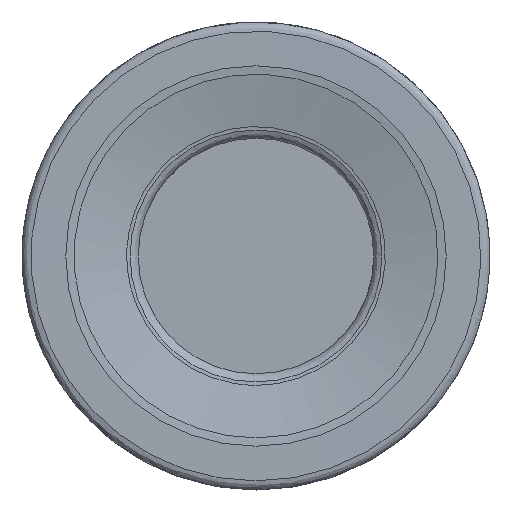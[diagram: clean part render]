
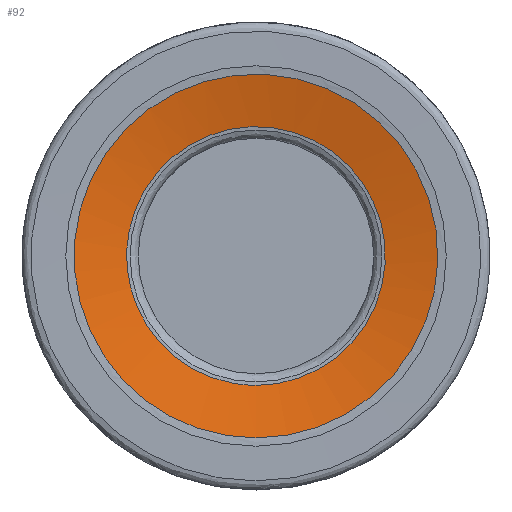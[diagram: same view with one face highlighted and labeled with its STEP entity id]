
A CAD part, front view. The second image highlights one B-rep face of the part: STEP entity #92.
In plain terms, the highlighted face is a revolution surface.
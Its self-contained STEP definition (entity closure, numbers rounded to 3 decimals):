
#92=ADVANCED_FACE('',(#184,#185),#141,.T.);
#141=SURFACE_OF_REVOLUTION('',#168,#154);
#154=AXIS1_PLACEMENT('',#946,#727);
#167=B_SPLINE_CURVE_WITH_KNOTS('',3,(#914,#915,#916,#917,#918,#919,#920,
#921,#922,#923,#924,#925,#926,#927,#928,#929,#930,#931),.UNSPECIFIED.,.T.,
 .F.,(2,2,2,2,2,2,2,2,2,2,2),(-0.125,0.,0.125,0.25,0.375,0.5,0.625,0.75,
0.875,1.,1.125),.UNSPECIFIED.);
#168=B_SPLINE_CURVE_WITH_KNOTS('',5,(#933,#934,#935,#936,#937,#938,#939,
#940,#941,#942,#943,#944,#945),.UNSPECIFIED.,.F.,.F.,(6,1,1,1,1,1,1,1,6),
(0.,0.08,0.293,0.533,0.746,
0.872,0.931,0.978,1.),.UNSPECIFIED.);
#184=FACE_BOUND('',#282,.T.);
#185=FACE_BOUND('',#283,.T.);
#282=EDGE_LOOP('',(#380));
#283=EDGE_LOOP('',(#381));
#380=ORIENTED_EDGE('',*,*,#530,.F.);
#381=ORIENTED_EDGE('',*,*,#529,.F.);
#478=VERTEX_POINT('',#906);
#479=VERTEX_POINT('',#932);
#529=EDGE_CURVE('',#478,#478,#579,.T.);
#530=EDGE_CURVE('',#479,#479,#167,.T.);
#579=CIRCLE('',#637,15.524);
#637=AXIS2_PLACEMENT_3D('',#905,#724,#725);
#724=DIRECTION('',(0.,1.,0.));
#725=DIRECTION('',(0.,0.,-1.));
#727=DIRECTION('',(0.,-1.,0.));
#905=CARTESIAN_POINT('',(-7.914,-122.891,-1.392));
#906=CARTESIAN_POINT('',(-7.914,-122.891,-16.917));
#914=CARTESIAN_POINT('',(-19.17,-121.93,0.526));
#915=CARTESIAN_POINT('',(-18.666,-121.93,-5.236));
#916=CARTESIAN_POINT('',(-17.229,-121.93,-7.995));
#917=CARTESIAN_POINT('',(-12.799,-121.93,-11.712));
#918=CARTESIAN_POINT('',(-9.832,-121.93,-12.648));
#919=CARTESIAN_POINT('',(-4.071,-121.93,-12.144));
#920=CARTESIAN_POINT('',(-1.312,-121.93,-10.707));
#921=CARTESIAN_POINT('',(2.406,-121.93,-6.277));
#922=CARTESIAN_POINT('',(3.341,-121.93,-3.31));
#923=CARTESIAN_POINT('',(2.837,-121.93,2.451));
#924=CARTESIAN_POINT('',(1.401,-121.93,5.21));
#925=CARTESIAN_POINT('',(-3.029,-121.93,8.928));
#926=CARTESIAN_POINT('',(-5.996,-121.93,9.863));
#927=CARTESIAN_POINT('',(-11.758,-121.93,9.359));
#928=CARTESIAN_POINT('',(-14.517,-121.93,7.923));
#929=CARTESIAN_POINT('',(-18.234,-121.93,3.492));
#930=CARTESIAN_POINT('',(-19.17,-121.93,0.526));
#931=CARTESIAN_POINT('',(-18.666,-121.93,-5.236));
#932=CARTESIAN_POINT('',(-18.918,-121.93,-2.355));
#933=CARTESIAN_POINT('',(-23.379,-122.891,-2.745));
#934=CARTESIAN_POINT('',(-23.308,-122.875,-2.739));
#935=CARTESIAN_POINT('',(-23.047,-122.817,-2.716));
#936=CARTESIAN_POINT('',(-22.571,-122.718,-2.675));
#937=CARTESIAN_POINT('',(-21.906,-122.568,-2.616));
#938=CARTESIAN_POINT('',(-21.128,-122.401,-2.548));
#939=CARTESIAN_POINT('',(-20.37,-122.23,-2.482));
#940=CARTESIAN_POINT('',(-19.76,-122.095,-2.429));
#941=CARTESIAN_POINT('',(-19.345,-121.999,-2.392));
#942=CARTESIAN_POINT('',(-19.116,-121.961,-2.372));
#943=CARTESIAN_POINT('',(-19.,-121.942,-2.362));
#944=CARTESIAN_POINT('',(-18.938,-121.933,-2.357));
#945=CARTESIAN_POINT('',(-18.918,-121.93,-2.355));
#946=CARTESIAN_POINT('',(-7.914,34.,-1.392));
